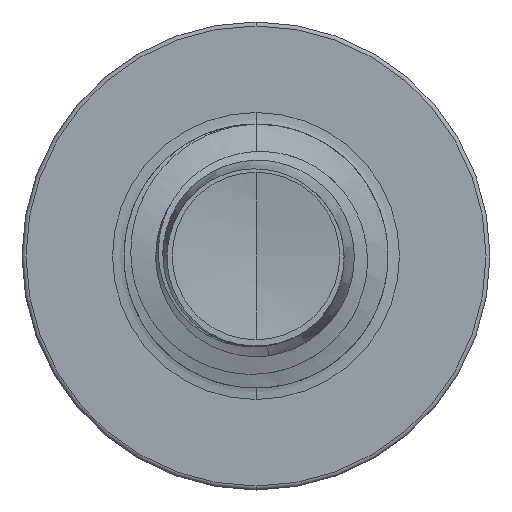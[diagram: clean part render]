
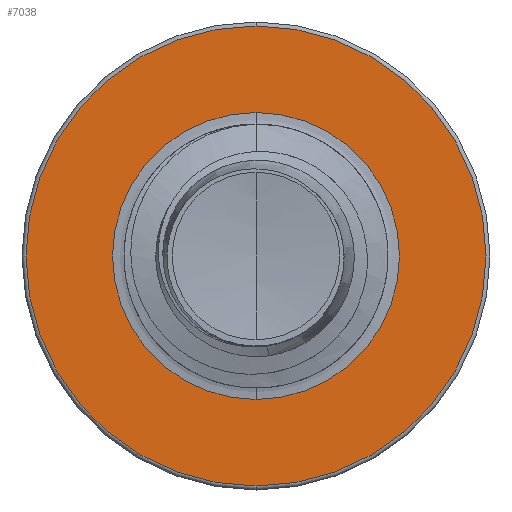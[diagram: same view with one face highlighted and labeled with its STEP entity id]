
A CAD part, front view. The second image highlights one B-rep face of the part: STEP entity #7038.
In plain terms, the highlighted planar face has unit normal (0, -1, 0).
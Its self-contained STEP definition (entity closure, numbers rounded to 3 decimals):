
#1475 = CARTESIAN_POINT ( 'NONE',  ( 0., 6., 0. ) ) ;
#3657 = DIRECTION ( 'NONE',  ( 0., 0., 1. ) ) ;
#3753 = CARTESIAN_POINT ( 'NONE',  ( 0., 6., 0. ) ) ;
#4164 = EDGE_CURVE ( 'NONE', #19452, #13936, #6730, .T. ) ;
#4345 = CARTESIAN_POINT ( 'NONE',  ( 0., 6., -1.196 ) ) ;
#4579 = AXIS2_PLACEMENT_3D ( 'NONE', #16282, #5392, #17965 ) ;
#4709 = CIRCLE ( 'NONE', #14695, 1.917 ) ;
#5073 = CIRCLE ( 'NONE', #4579, 1.196 ) ;
#5182 = AXIS2_PLACEMENT_3D ( 'NONE', #3753, #16448, #5558 ) ;
#5392 = DIRECTION ( 'NONE',  ( 0., 1., 0. ) ) ;
#5558 = DIRECTION ( 'NONE',  ( 0., 0., 1. ) ) ;
#5624 = EDGE_LOOP ( 'NONE', ( #11709, #16400 ) ) ;
#6102 = CIRCLE ( 'NONE', #19779, 1.196 ) ;
#6240 = PLANE ( 'NONE',  #9976 ) ;
#6730 = CIRCLE ( 'NONE', #5182, 1.917 ) ;
#7038 = ADVANCED_FACE ( 'NONE', ( #21362, #12797 ), #6240, .F. ) ;
#7507 = CARTESIAN_POINT ( 'NONE',  ( 0., 6., 0. ) ) ;
#9200 = CARTESIAN_POINT ( 'NONE',  ( 0., 6., -1.196 ) ) ;
#9362 = DIRECTION ( 'NONE',  ( 0., 0., 1. ) ) ;
#9491 = EDGE_CURVE ( 'NONE', #13936, #19452, #4709, .T. ) ;
#9954 = DIRECTION ( 'NONE',  ( 0., 0., 1. ) ) ;
#9976 = AXIS2_PLACEMENT_3D ( 'NONE', #4345, #20183, #9954 ) ;
#10663 = CARTESIAN_POINT ( 'NONE',  ( 0., 6., 1.917 ) ) ;
#10757 = EDGE_CURVE ( 'NONE', #15969, #13491, #6102, .T. ) ;
#11709 = ORIENTED_EDGE ( 'NONE', *, *, #4164, .F. ) ;
#12278 = ORIENTED_EDGE ( 'NONE', *, *, #19565, .T. ) ;
#12640 = EDGE_LOOP ( 'NONE', ( #20538, #12278 ) ) ;
#12797 = FACE_BOUND ( 'NONE', #12640, .T. ) ;
#13491 = VERTEX_POINT ( 'NONE', #9200 ) ;
#13936 = VERTEX_POINT ( 'NONE', #22598 ) ;
#14616 = DIRECTION ( 'NONE',  ( 0., 1., 0. ) ) ;
#14695 = AXIS2_PLACEMENT_3D ( 'NONE', #7507, #19731, #9362 ) ;
#15969 = VERTEX_POINT ( 'NONE', #18464 ) ;
#16282 = CARTESIAN_POINT ( 'NONE',  ( 0., 6., 0. ) ) ;
#16400 = ORIENTED_EDGE ( 'NONE', *, *, #9491, .F. ) ;
#16448 = DIRECTION ( 'NONE',  ( 0., 1., 0. ) ) ;
#17965 = DIRECTION ( 'NONE',  ( 0., 0., 1. ) ) ;
#18464 = CARTESIAN_POINT ( 'NONE',  ( 0., 6., 1.196 ) ) ;
#19452 = VERTEX_POINT ( 'NONE', #10663 ) ;
#19565 = EDGE_CURVE ( 'NONE', #13491, #15969, #5073, .T. ) ;
#19731 = DIRECTION ( 'NONE',  ( 0., 1., 0. ) ) ;
#19779 = AXIS2_PLACEMENT_3D ( 'NONE', #1475, #14616, #3657 ) ;
#20183 = DIRECTION ( 'NONE',  ( 0., 1., 0. ) ) ;
#20538 = ORIENTED_EDGE ( 'NONE', *, *, #10757, .T. ) ;
#21362 = FACE_OUTER_BOUND ( 'NONE', #5624, .T. ) ;
#22598 = CARTESIAN_POINT ( 'NONE',  ( 0., 6., -1.917 ) ) ;
